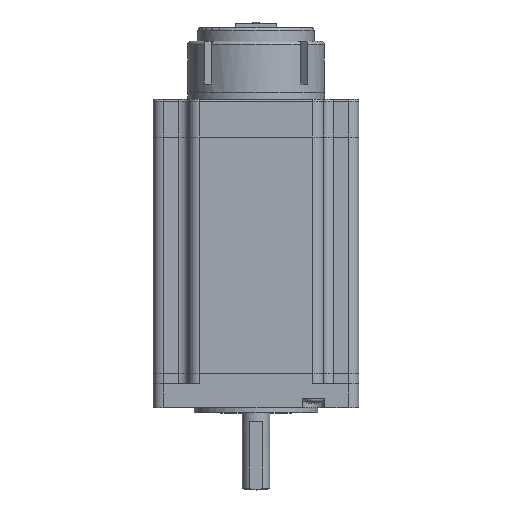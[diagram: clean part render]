
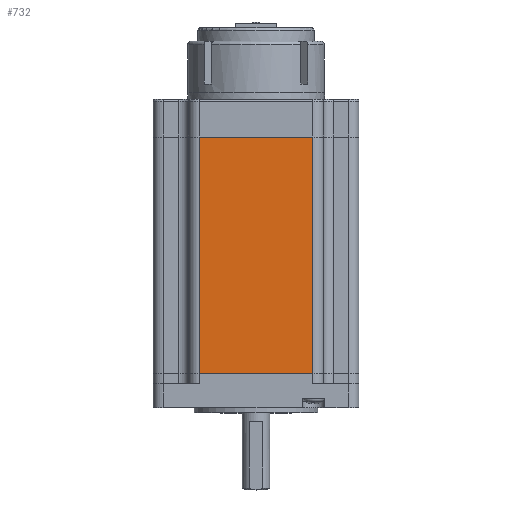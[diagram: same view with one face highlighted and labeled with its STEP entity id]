
A CAD part, top view. The second image highlights one B-rep face of the part: STEP entity #732.
In plain terms, the highlighted planar face has unit normal (0, 0, 1).
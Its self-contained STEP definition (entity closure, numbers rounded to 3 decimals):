
#732 = ADVANCED_FACE( '', ( #1545 ), #1546, .T. );
#1545 = FACE_OUTER_BOUND( '', #2558, .T. );
#1546 = PLANE( '', #2559 );
#2558 = EDGE_LOOP( '', ( #4699, #4700, #4701, #4702 ) );
#2559 = AXIS2_PLACEMENT_3D( '', #4703, #4704, #4705 );
#4699 = ORIENTED_EDGE( '', *, *, #6221, .T. );
#4700 = ORIENTED_EDGE( '', *, *, #6316, .T. );
#4701 = ORIENTED_EDGE( '', *, *, #6317, .F. );
#4702 = ORIENTED_EDGE( '', *, *, #6318, .T. );
#4703 = CARTESIAN_POINT( '', ( -19.6, -36., 30. ) );
#4704 = DIRECTION( '', ( 0., 0., 1. ) );
#4705 = DIRECTION( '', ( 1., 0., 0. ) );
#6221 = EDGE_CURVE( '', #7471, #7469, #7472, .T. );
#6316 = EDGE_CURVE( '', #7469, #7589, #7590, .T. );
#6317 = EDGE_CURVE( '', #7591, #7589, #7592, .T. );
#6318 = EDGE_CURVE( '', #7591, #7471, #7593, .F. );
#7469 = VERTEX_POINT( '', #9200 );
#7471 = VERTEX_POINT( '', #9202 );
#7472 = LINE( '', #9203, #9204 );
#7589 = VERTEX_POINT( '', #9444 );
#7590 = LINE( '', #9445, #9446 );
#7591 = VERTEX_POINT( '', #9447 );
#7592 = LINE( '', #9448, #9449 );
#7593 = LINE( '', #9450, #9451 );
#9200 = CARTESIAN_POINT( '', ( 16.6, -69., 30. ) );
#9202 = CARTESIAN_POINT( '', ( -16.6, -69., 30. ) );
#9203 = CARTESIAN_POINT( '', ( -19.6, -69., 30. ) );
#9204 = VECTOR( '', #10541, 1000. );
#9444 = CARTESIAN_POINT( '', ( 16.6, 0., 30. ) );
#9445 = CARTESIAN_POINT( '', ( 16.6, -36., 30. ) );
#9446 = VECTOR( '', #10641, 1000. );
#9447 = CARTESIAN_POINT( '', ( -16.6, 0., 30. ) );
#9448 = CARTESIAN_POINT( '', ( -19.6, 0., 30. ) );
#9449 = VECTOR( '', #10642, 1000. );
#9450 = CARTESIAN_POINT( '', ( -16.6, -36., 30. ) );
#9451 = VECTOR( '', #10643, 1000. );
#10541 = DIRECTION( '', ( 1., 0., 0. ) );
#10641 = DIRECTION( '', ( 0., 1., 0. ) );
#10642 = DIRECTION( '', ( 1., 0., 0. ) );
#10643 = DIRECTION( '', ( 0., 1., 0. ) );
